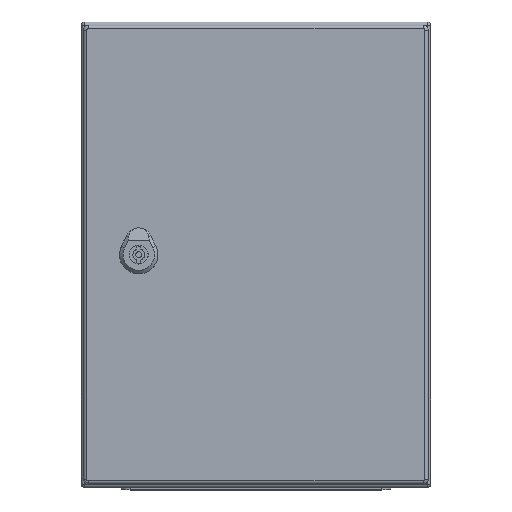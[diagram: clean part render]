
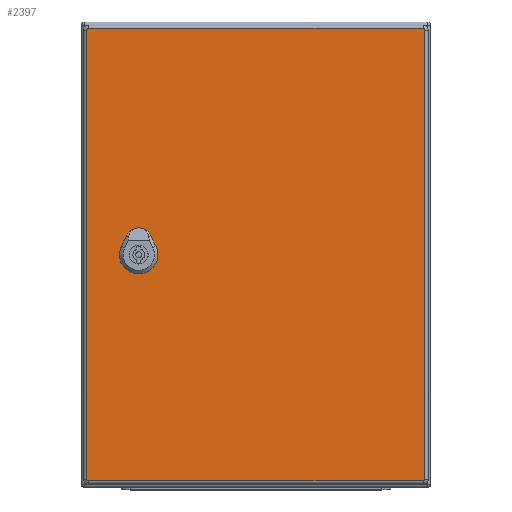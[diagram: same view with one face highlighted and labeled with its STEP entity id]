
A CAD part, top view. The second image highlights one B-rep face of the part: STEP entity #2397.
In plain terms, the highlighted face is planar.
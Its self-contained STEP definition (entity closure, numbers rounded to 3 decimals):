
#1414=FACE_BOUND('',#3607,.T.);
#1415=FACE_BOUND('',#3608,.T.);
#1981=CIRCLE('',#9748,11.25);
#1982=CIRCLE('',#9749,11.25);
#1983=CIRCLE('',#9750,11.25);
#1984=CIRCLE('',#9751,11.25);
#1985=CIRCLE('',#9752,1.4);
#1986=CIRCLE('',#9753,1.4);
#1987=CIRCLE('',#9754,1.4);
#1988=CIRCLE('',#9755,1.4);
#2397=ADVANCED_FACE('',(#1414,#1415),#2674,.F.);
#2674=PLANE('',#9756);
#3607=EDGE_LOOP('',(#5163,#5164,#5165,#5166,#5167,#5168,#5169,#5170));
#3608=EDGE_LOOP('',(#5171,#5172,#5173,#5174,#5175,#5176,#5177,#5178));
#5163=ORIENTED_EDGE('',*,*,#7527,.T.);
#5164=ORIENTED_EDGE('',*,*,#7528,.T.);
#5165=ORIENTED_EDGE('',*,*,#7529,.T.);
#5166=ORIENTED_EDGE('',*,*,#7530,.T.);
#5167=ORIENTED_EDGE('',*,*,#7531,.T.);
#5168=ORIENTED_EDGE('',*,*,#7532,.T.);
#5169=ORIENTED_EDGE('',*,*,#7533,.T.);
#5170=ORIENTED_EDGE('',*,*,#7534,.T.);
#5171=ORIENTED_EDGE('',*,*,#7535,.F.);
#5172=ORIENTED_EDGE('',*,*,#7536,.F.);
#5173=ORIENTED_EDGE('',*,*,#7537,.F.);
#5174=ORIENTED_EDGE('',*,*,#7538,.F.);
#5175=ORIENTED_EDGE('',*,*,#7539,.F.);
#5176=ORIENTED_EDGE('',*,*,#7540,.F.);
#5177=ORIENTED_EDGE('',*,*,#7541,.F.);
#5178=ORIENTED_EDGE('',*,*,#7542,.F.);
#6561=VERTEX_POINT('',#14500);
#6562=VERTEX_POINT('',#14501);
#6563=VERTEX_POINT('',#14503);
#6564=VERTEX_POINT('',#14505);
#6565=VERTEX_POINT('',#14507);
#6566=VERTEX_POINT('',#14509);
#6567=VERTEX_POINT('',#14511);
#6568=VERTEX_POINT('',#14513);
#6569=VERTEX_POINT('',#14516);
#6570=VERTEX_POINT('',#14517);
#6571=VERTEX_POINT('',#14519);
#6572=VERTEX_POINT('',#14521);
#6573=VERTEX_POINT('',#14523);
#6574=VERTEX_POINT('',#14525);
#6575=VERTEX_POINT('',#14527);
#6576=VERTEX_POINT('',#14529);
#7527=EDGE_CURVE('',#6561,#6562,#8281,.T.);
#7528=EDGE_CURVE('',#6562,#6563,#1981,.T.);
#7529=EDGE_CURVE('',#6563,#6564,#8282,.T.);
#7530=EDGE_CURVE('',#6564,#6565,#1982,.T.);
#7531=EDGE_CURVE('',#6565,#6566,#8283,.T.);
#7532=EDGE_CURVE('',#6566,#6567,#1983,.T.);
#7533=EDGE_CURVE('',#6567,#6568,#8284,.T.);
#7534=EDGE_CURVE('',#6568,#6561,#1984,.T.);
#7535=EDGE_CURVE('',#6569,#6570,#1985,.T.);
#7536=EDGE_CURVE('',#6571,#6569,#8285,.T.);
#7537=EDGE_CURVE('',#6572,#6571,#1986,.T.);
#7538=EDGE_CURVE('',#6573,#6572,#8286,.T.);
#7539=EDGE_CURVE('',#6574,#6573,#1987,.T.);
#7540=EDGE_CURVE('',#6575,#6574,#8287,.T.);
#7541=EDGE_CURVE('',#6576,#6575,#1988,.T.);
#7542=EDGE_CURVE('',#6570,#6576,#8288,.T.);
#8281=LINE('',#14499,#8891);
#8282=LINE('',#14504,#8892);
#8283=LINE('',#14508,#8893);
#8284=LINE('',#14512,#8894);
#8285=LINE('',#14518,#8895);
#8286=LINE('',#14522,#8896);
#8287=LINE('',#14526,#8897);
#8288=LINE('',#14530,#8898);
#8891=VECTOR('',#11676,1.);
#8892=VECTOR('',#11679,1.);
#8893=VECTOR('',#11682,1.);
#8894=VECTOR('',#11685,1.);
#8895=VECTOR('',#11690,1.);
#8896=VECTOR('',#11693,1.);
#8897=VECTOR('',#11696,1.);
#8898=VECTOR('',#11699,1.);
#9748=AXIS2_PLACEMENT_3D('',#14502,#11677,#11678);
#9749=AXIS2_PLACEMENT_3D('',#14506,#11680,#11681);
#9750=AXIS2_PLACEMENT_3D('',#14510,#11683,#11684);
#9751=AXIS2_PLACEMENT_3D('',#14514,#11686,#11687);
#9752=AXIS2_PLACEMENT_3D('',#14515,#11688,#11689);
#9753=AXIS2_PLACEMENT_3D('',#14520,#11691,#11692);
#9754=AXIS2_PLACEMENT_3D('',#14524,#11694,#11695);
#9755=AXIS2_PLACEMENT_3D('',#14528,#11697,#11698);
#9756=AXIS2_PLACEMENT_3D('',#14531,#11700,#11701);
#11676=DIRECTION('',(-1.,0.,0.));
#11677=DIRECTION('',(0.,0.,1.));
#11678=DIRECTION('',(1.,0.,0.));
#11679=DIRECTION('',(0.,-1.,0.));
#11680=DIRECTION('',(0.,0.,1.));
#11681=DIRECTION('',(1.,0.,0.));
#11682=DIRECTION('',(1.,0.,0.));
#11683=DIRECTION('',(0.,0.,1.));
#11684=DIRECTION('',(1.,0.,0.));
#11685=DIRECTION('',(0.,1.,0.));
#11686=DIRECTION('',(0.,0.,1.));
#11687=DIRECTION('',(1.,0.,0.));
#11688=DIRECTION('',(0.,0.,1.));
#11689=DIRECTION('',(1.,0.,0.));
#11690=DIRECTION('',(0.,-1.,0.));
#11691=DIRECTION('',(0.,0.,1.));
#11692=DIRECTION('',(1.,0.,0.));
#11693=DIRECTION('',(-1.,0.,0.));
#11694=DIRECTION('',(0.,0.,1.));
#11695=DIRECTION('',(1.,0.,0.));
#11696=DIRECTION('',(0.,1.,0.));
#11697=DIRECTION('',(0.,0.,1.));
#11698=DIRECTION('',(1.,0.,0.));
#11699=DIRECTION('',(1.,0.,0.));
#11700=DIRECTION('',(0.,0.,1.));
#11701=DIRECTION('',(1.,0.,0.));
#14499=CARTESIAN_POINT('',(-143.95,10.2,0.));
#14500=CARTESIAN_POINT('',(105.396,10.2,0.));
#14501=CARTESIAN_POINT('',(95.904,10.2,0.));
#14502=CARTESIAN_POINT('',(100.65,0.,0.));
#14503=CARTESIAN_POINT('',(90.45,4.746,0.));
#14504=CARTESIAN_POINT('',(90.45,193.,0.));
#14505=CARTESIAN_POINT('',(90.45,-4.746,0.));
#14506=CARTESIAN_POINT('',(100.65,0.,0.));
#14507=CARTESIAN_POINT('',(95.904,-10.2,0.));
#14508=CARTESIAN_POINT('',(-143.95,-10.2,0.));
#14509=CARTESIAN_POINT('',(105.396,-10.2,0.));
#14510=CARTESIAN_POINT('',(100.65,0.,0.));
#14511=CARTESIAN_POINT('',(110.85,-4.746,0.));
#14512=CARTESIAN_POINT('',(110.85,193.,0.));
#14513=CARTESIAN_POINT('',(110.85,4.746,0.));
#14514=CARTESIAN_POINT('',(100.65,0.,0.));
#14515=CARTESIAN_POINT('',(-143.95,-193.,0.));
#14516=CARTESIAN_POINT('',(-145.35,-193.,0.));
#14517=CARTESIAN_POINT('',(-143.95,-194.4,0.));
#14518=CARTESIAN_POINT('',(-145.35,193.,0.));
#14519=CARTESIAN_POINT('',(-145.35,193.,0.));
#14520=CARTESIAN_POINT('',(-143.95,193.,0.));
#14521=CARTESIAN_POINT('',(-143.95,194.4,0.));
#14522=CARTESIAN_POINT('',(143.95,194.4,0.));
#14523=CARTESIAN_POINT('',(143.95,194.4,0.));
#14524=CARTESIAN_POINT('',(143.95,193.,0.));
#14525=CARTESIAN_POINT('',(145.35,193.,0.));
#14526=CARTESIAN_POINT('',(145.35,-193.,0.));
#14527=CARTESIAN_POINT('',(145.35,-193.,0.));
#14528=CARTESIAN_POINT('',(143.95,-193.,0.));
#14529=CARTESIAN_POINT('',(143.95,-194.4,0.));
#14530=CARTESIAN_POINT('',(-143.95,-194.4,0.));
#14531=CARTESIAN_POINT('',(-143.95,193.,0.));
